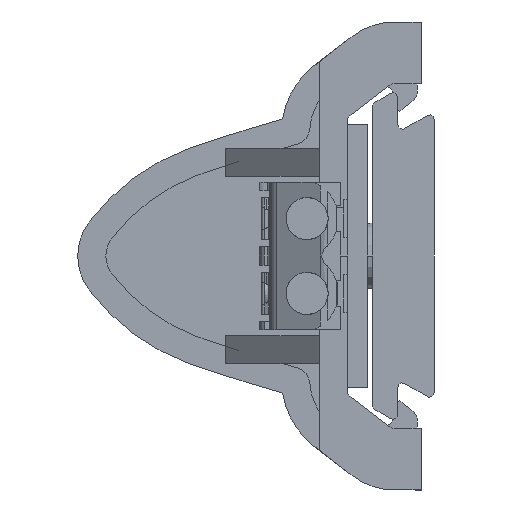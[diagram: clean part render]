
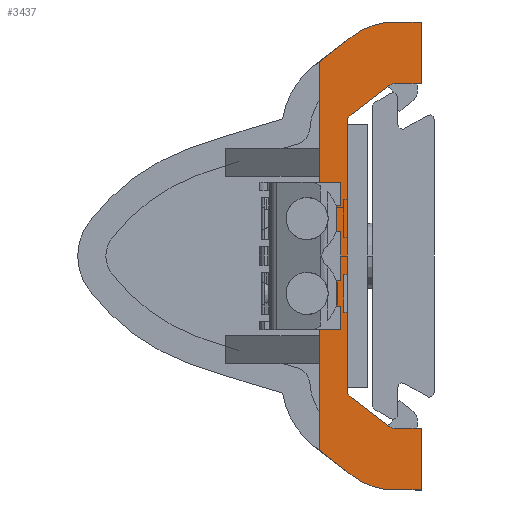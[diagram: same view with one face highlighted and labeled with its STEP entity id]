
A CAD part, left-side view. The second image highlights one B-rep face of the part: STEP entity #3437.
In plain terms, the highlighted planar face has unit normal (-1, 0, 0).
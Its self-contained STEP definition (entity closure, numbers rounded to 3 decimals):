
#114 = CARTESIAN_POINT ( 'NONE',  ( -271.8, -2.425, 8.794 ) ) ;
#123 = ORIENTED_EDGE ( 'NONE', *, *, #1232, .T. ) ;
#202 = LINE ( 'NONE', #4632, #9153 ) ;
#257 = VECTOR ( 'NONE', #10030, 1000. ) ;
#283 = CIRCLE ( 'NONE', #7210, 3.706 ) ;
#380 = ORIENTED_EDGE ( 'NONE', *, *, #10069, .F. ) ;
#395 = ORIENTED_EDGE ( 'NONE', *, *, #6887, .T. ) ;
#418 = AXIS2_PLACEMENT_3D ( 'NONE', #114, #5693, #908 ) ;
#513 = CARTESIAN_POINT ( 'NONE',  ( -271.8, -0.158, 11.726 ) ) ;
#598 = LINE ( 'NONE', #513, #3081 ) ;
#712 = CARTESIAN_POINT ( 'NONE',  ( -271.8, -3.857, -12.5 ) ) ;
#754 = CARTESIAN_POINT ( 'NONE',  ( -271.8, -2.425, -12.5 ) ) ;
#777 = EDGE_CURVE ( 'NONE', #4202, #4444, #2703, .T. ) ;
#823 = DIRECTION ( 'NONE',  ( 0., 0., -1. ) ) ;
#853 = VERTEX_POINT ( 'NONE', #712 ) ;
#877 = VECTOR ( 'NONE', #4347, 1000. ) ;
#908 = DIRECTION ( 'NONE',  ( 0., 0., -1. ) ) ;
#932 = CARTESIAN_POINT ( 'NONE',  ( -271.8, -0.829, 6.649 ) ) ;
#1232 = EDGE_CURVE ( 'NONE', #8941, #7505, #3062, .T. ) ;
#1265 = VERTEX_POINT ( 'NONE', #7152 ) ;
#1415 = CARTESIAN_POINT ( 'NONE',  ( -271.8, -0.829, -6.649 ) ) ;
#1500 = LINE ( 'NONE', #4520, #5762 ) ;
#1729 = DIRECTION ( 'NONE',  ( 0., 0., -1. ) ) ;
#1791 = EDGE_CURVE ( 'NONE', #9511, #7546, #8224, .T. ) ;
#1835 = EDGE_CURVE ( 'NONE', #7782, #7281, #10056, .T. ) ;
#1851 = CARTESIAN_POINT ( 'NONE',  ( -271.8, -0.158, 11.726 ) ) ;
#1868 = FACE_OUTER_BOUND ( 'NONE', #7856, .T. ) ;
#1949 = CARTESIAN_POINT ( 'NONE',  ( -271.8, -2.169, 9.125 ) ) ;
#2009 = ORIENTED_EDGE ( 'NONE', *, *, #777, .T. ) ;
#2079 = EDGE_CURVE ( 'NONE', #8528, #1265, #1500, .T. ) ;
#2359 = VECTOR ( 'NONE', #2946, 1000. ) ;
#2520 = DIRECTION ( 'NONE',  ( 0., 1., 0. ) ) ;
#2541 = CARTESIAN_POINT ( 'NONE',  ( -271.8, -2.169, -9.125 ) ) ;
#2703 = CIRCLE ( 'NONE', #4353, 1.139 ) ;
#2716 = CARTESIAN_POINT ( 'NONE',  ( -271.8, -2.169, 9.125 ) ) ;
#2721 = ORIENTED_EDGE ( 'NONE', *, *, #5059, .T. ) ;
#2868 = DIRECTION ( 'NONE',  ( 1., 0., 0. ) ) ;
#2946 = DIRECTION ( 'NONE',  ( 0., 0.791, -0.612 ) ) ;
#3006 = CARTESIAN_POINT ( 'NONE',  ( -271.8, -2.425, 12.5 ) ) ;
#3033 = DIRECTION ( 'NONE',  ( 0., 0.791, 0.612 ) ) ;
#3062 = LINE ( 'NONE', #4103, #7081 ) ;
#3081 = VECTOR ( 'NONE', #6190, 1000. ) ;
#3166 = ORIENTED_EDGE ( 'NONE', *, *, #5318, .F. ) ;
#3218 = EDGE_CURVE ( 'NONE', #4444, #7526, #202, .T. ) ;
#3406 = VECTOR ( 'NONE', #6224, 1000. ) ;
#3408 = ORIENTED_EDGE ( 'NONE', *, *, #1791, .F. ) ;
#3437 = ADVANCED_FACE ( 'NONE', ( #1868 ), #9865, .F. ) ;
#3453 = DIRECTION ( 'NONE',  ( -1., 0., 0. ) ) ;
#3533 = CARTESIAN_POINT ( 'NONE',  ( -271.8, -3.815, 0. ) ) ;
#3602 = AXIS2_PLACEMENT_3D ( 'NONE', #8253, #3453, #9050 ) ;
#3621 = EDGE_CURVE ( 'NONE', #9978, #9491, #8482, .T. ) ;
#3785 = LINE ( 'NONE', #8600, #9988 ) ;
#3997 = DIRECTION ( 'NONE',  ( 0., 0., -1. ) ) ;
#4018 = DIRECTION ( 'NONE',  ( 1., 0., 0. ) ) ;
#4021 = AXIS2_PLACEMENT_3D ( 'NONE', #9004, #9231, #6844 ) ;
#4103 = CARTESIAN_POINT ( 'NONE',  ( -271.8, 1.592, -7.319 ) ) ;
#4165 = CARTESIAN_POINT ( 'NONE',  ( -271.8, -0.132, -7.55 ) ) ;
#4202 = VERTEX_POINT ( 'NONE', #4165 ) ;
#4281 = CARTESIAN_POINT ( 'NONE',  ( -271.8, 1.592, 10.372 ) ) ;
#4347 = DIRECTION ( 'NONE',  ( 0., -0.791, -0.612 ) ) ;
#4353 = AXIS2_PLACEMENT_3D ( 'NONE', #1415, #4018, #823 ) ;
#4444 = VERTEX_POINT ( 'NONE', #7627 ) ;
#4520 = CARTESIAN_POINT ( 'NONE',  ( -271.8, -3.857, 12.5 ) ) ;
#4627 = CIRCLE ( 'NONE', #4021, 0.418 ) ;
#4632 = CARTESIAN_POINT ( 'NONE',  ( -271.8, 0.092, -7.319 ) ) ;
#4938 = CIRCLE ( 'NONE', #418, 0.418 ) ;
#4988 = CARTESIAN_POINT ( 'NONE',  ( -271.8, -0.158, -11.726 ) ) ;
#5036 = DIRECTION ( 'NONE',  ( 0., 0., 1. ) ) ;
#5059 = EDGE_CURVE ( 'NONE', #7281, #9847, #4627, .T. ) ;
#5134 = CARTESIAN_POINT ( 'NONE',  ( -271.8, -3.857, -9.212 ) ) ;
#5143 = ORIENTED_EDGE ( 'NONE', *, *, #7066, .F. ) ;
#5188 = CARTESIAN_POINT ( 'NONE',  ( -271.8, -2.425, -9.212 ) ) ;
#5232 = CARTESIAN_POINT ( 'NONE',  ( -271.8, -0.158, -11.726 ) ) ;
#5318 = EDGE_CURVE ( 'NONE', #1265, #9511, #6861, .T. ) ;
#5322 = ORIENTED_EDGE ( 'NONE', *, *, #5987, .T. ) ;
#5609 = EDGE_CURVE ( 'NONE', #7505, #8881, #6007, .T. ) ;
#5693 = DIRECTION ( 'NONE',  ( -1., 0., 0. ) ) ;
#5762 = VECTOR ( 'NONE', #5802, 1000. ) ;
#5802 = DIRECTION ( 'NONE',  ( 0., -1., 0. ) ) ;
#5872 = VECTOR ( 'NONE', #2520, 1000. ) ;
#5890 = DIRECTION ( 'NONE',  ( 1., 0., 0. ) ) ;
#5926 = CARTESIAN_POINT ( 'NONE',  ( -271.8, -3.857, -9.212 ) ) ;
#5987 = EDGE_CURVE ( 'NONE', #853, #7782, #8239, .T. ) ;
#6007 = LINE ( 'NONE', #5232, #877 ) ;
#6015 = ORIENTED_EDGE ( 'NONE', *, *, #8463, .F. ) ;
#6054 = CARTESIAN_POINT ( 'NONE',  ( -271.8, -3.857, 9.212 ) ) ;
#6183 = ORIENTED_EDGE ( 'NONE', *, *, #5609, .T. ) ;
#6190 = DIRECTION ( 'NONE',  ( 0., -0.791, 0.612 ) ) ;
#6224 = DIRECTION ( 'NONE',  ( 0., -1., 0. ) ) ;
#6416 = ORIENTED_EDGE ( 'NONE', *, *, #2079, .F. ) ;
#6505 = EDGE_CURVE ( 'NONE', #7546, #9978, #4938, .T. ) ;
#6520 = ORIENTED_EDGE ( 'NONE', *, *, #6505, .F. ) ;
#6524 = DIRECTION ( 'NONE',  ( -1., 0., 0. ) ) ;
#6647 = DIRECTION ( 'NONE',  ( 0., 0., -1. ) ) ;
#6650 = EDGE_CURVE ( 'NONE', #8881, #9738, #8806, .T. ) ;
#6820 = ORIENTED_EDGE ( 'NONE', *, *, #6650, .T. ) ;
#6844 = DIRECTION ( 'NONE',  ( 0., 0., -1. ) ) ;
#6861 = LINE ( 'NONE', #7680, #9104 ) ;
#6887 = EDGE_CURVE ( 'NONE', #9738, #853, #9758, .T. ) ;
#7066 = EDGE_CURVE ( 'NONE', #9491, #7526, #9034, .T. ) ;
#7081 = VECTOR ( 'NONE', #10193, 1000. ) ;
#7152 = CARTESIAN_POINT ( 'NONE',  ( -271.8, -3.857, 12.5 ) ) ;
#7205 = ORIENTED_EDGE ( 'NONE', *, *, #3621, .F. ) ;
#7210 = AXIS2_PLACEMENT_3D ( 'NONE', #7672, #2868, #8475 ) ;
#7281 = VERTEX_POINT ( 'NONE', #5188 ) ;
#7505 = VERTEX_POINT ( 'NONE', #10162 ) ;
#7506 = EDGE_CURVE ( 'NONE', #9847, #4202, #3785, .T. ) ;
#7526 = VERTEX_POINT ( 'NONE', #8634 ) ;
#7546 = VERTEX_POINT ( 'NONE', #9441 ) ;
#7553 = CARTESIAN_POINT ( 'NONE',  ( -271.8, -3.857, 9.212 ) ) ;
#7627 = CARTESIAN_POINT ( 'NONE',  ( -271.8, 0.092, -7.319 ) ) ;
#7672 = CARTESIAN_POINT ( 'NONE',  ( -271.8, -2.425, 8.794 ) ) ;
#7680 = CARTESIAN_POINT ( 'NONE',  ( -271.8, -3.857, 9.212 ) ) ;
#7782 = VERTEX_POINT ( 'NONE', #9928 ) ;
#7856 = EDGE_LOOP ( 'NONE', ( #6015, #123, #6183, #6820, #395, #5322, #8334, #2721, #9722, #2009, #9490, #5143, #7205, #6520, #3408, #3166, #6416, #380 ) ) ;
#8008 = VECTOR ( 'NONE', #8401, 1000. ) ;
#8224 = LINE ( 'NONE', #7553, #257 ) ;
#8239 = LINE ( 'NONE', #5134, #8008 ) ;
#8253 = CARTESIAN_POINT ( 'NONE',  ( -271.8, -2.425, -8.794 ) ) ;
#8334 = ORIENTED_EDGE ( 'NONE', *, *, #1835, .T. ) ;
#8401 = DIRECTION ( 'NONE',  ( 0., 0., 1. ) ) ;
#8463 = EDGE_CURVE ( 'NONE', #8941, #9934, #598, .T. ) ;
#8475 = DIRECTION ( 'NONE',  ( 0., 0., -1. ) ) ;
#8482 = LINE ( 'NONE', #2716, #2359 ) ;
#8528 = VERTEX_POINT ( 'NONE', #3006 ) ;
#8574 = CARTESIAN_POINT ( 'NONE',  ( -271.8, -3.857, -12.5 ) ) ;
#8600 = CARTESIAN_POINT ( 'NONE',  ( -271.8, -2.169, -9.125 ) ) ;
#8634 = CARTESIAN_POINT ( 'NONE',  ( -271.8, 0.092, 7.319 ) ) ;
#8806 = CIRCLE ( 'NONE', #3602, 3.706 ) ;
#8881 = VERTEX_POINT ( 'NONE', #4988 ) ;
#8896 = AXIS2_PLACEMENT_3D ( 'NONE', #3533, #5890, #3997 ) ;
#8941 = VERTEX_POINT ( 'NONE', #4281 ) ;
#9004 = CARTESIAN_POINT ( 'NONE',  ( -271.8, -2.425, -8.794 ) ) ;
#9034 = CIRCLE ( 'NONE', #9280, 1.139 ) ;
#9050 = DIRECTION ( 'NONE',  ( 0., 0., -1. ) ) ;
#9104 = VECTOR ( 'NONE', #6647, 1000. ) ;
#9153 = VECTOR ( 'NONE', #5036, 1000. ) ;
#9231 = DIRECTION ( 'NONE',  ( 1., 0., 0. ) ) ;
#9280 = AXIS2_PLACEMENT_3D ( 'NONE', #932, #6524, #1729 ) ;
#9441 = CARTESIAN_POINT ( 'NONE',  ( -271.8, -2.425, 9.212 ) ) ;
#9490 = ORIENTED_EDGE ( 'NONE', *, *, #3218, .T. ) ;
#9491 = VERTEX_POINT ( 'NONE', #9935 ) ;
#9511 = VERTEX_POINT ( 'NONE', #6054 ) ;
#9722 = ORIENTED_EDGE ( 'NONE', *, *, #7506, .T. ) ;
#9738 = VERTEX_POINT ( 'NONE', #754 ) ;
#9758 = LINE ( 'NONE', #8574, #3406 ) ;
#9847 = VERTEX_POINT ( 'NONE', #2541 ) ;
#9865 = PLANE ( 'NONE',  #8896 ) ;
#9928 = CARTESIAN_POINT ( 'NONE',  ( -271.8, -3.857, -9.212 ) ) ;
#9934 = VERTEX_POINT ( 'NONE', #1851 ) ;
#9935 = CARTESIAN_POINT ( 'NONE',  ( -271.8, -0.132, 7.55 ) ) ;
#9978 = VERTEX_POINT ( 'NONE', #1949 ) ;
#9988 = VECTOR ( 'NONE', #3033, 1000. ) ;
#10030 = DIRECTION ( 'NONE',  ( 0., 1., 0. ) ) ;
#10056 = LINE ( 'NONE', #5926, #5872 ) ;
#10069 = EDGE_CURVE ( 'NONE', #9934, #8528, #283, .T. ) ;
#10162 = CARTESIAN_POINT ( 'NONE',  ( -271.8, 1.592, -10.372 ) ) ;
#10193 = DIRECTION ( 'NONE',  ( 0., 0., -1. ) ) ;
